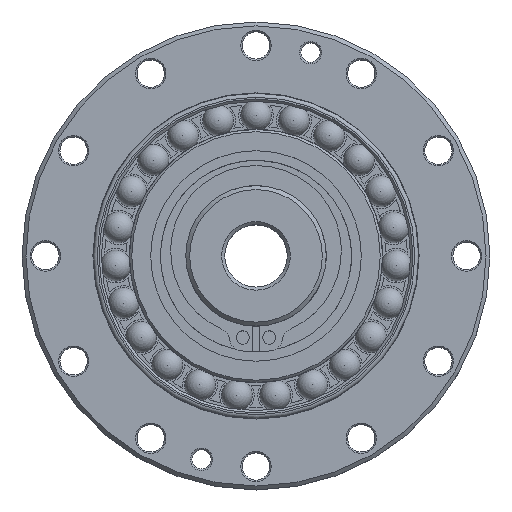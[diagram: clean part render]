
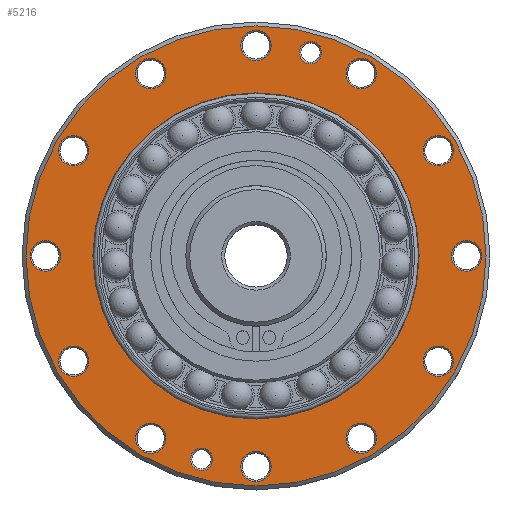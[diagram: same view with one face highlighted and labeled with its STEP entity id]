
A CAD part, top view. The second image highlights one B-rep face of the part: STEP entity #5216.
In plain terms, the highlighted planar face has unit normal (0, 0, 1).
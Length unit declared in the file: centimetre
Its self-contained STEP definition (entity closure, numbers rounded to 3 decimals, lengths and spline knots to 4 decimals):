
#742=PLANE($,#6030);
#899=FACE_BOUND($,#1711,.T.);
#900=FACE_BOUND($,#1712,.T.);
#901=FACE_BOUND($,#1713,.T.);
#902=FACE_BOUND($,#1714,.T.);
#903=FACE_BOUND($,#1715,.T.);
#904=FACE_BOUND($,#1716,.T.);
#905=FACE_BOUND($,#1717,.T.);
#906=FACE_BOUND($,#1718,.T.);
#907=FACE_BOUND($,#1719,.T.);
#908=FACE_BOUND($,#1720,.T.);
#909=FACE_BOUND($,#1721,.T.);
#910=FACE_BOUND($,#1722,.T.);
#911=FACE_BOUND($,#1723,.T.);
#912=FACE_BOUND($,#1724,.T.);
#913=FACE_BOUND($,#1725,.T.);
#914=FACE_BOUND($,#1726,.T.);
#1711=EDGE_LOOP($,(#4729));
#1712=EDGE_LOOP($,(#4730));
#1713=EDGE_LOOP($,(#4731));
#1714=EDGE_LOOP($,(#4732));
#1715=EDGE_LOOP($,(#4733));
#1716=EDGE_LOOP($,(#4734));
#1717=EDGE_LOOP($,(#4735));
#1718=EDGE_LOOP($,(#4736));
#1719=EDGE_LOOP($,(#4737));
#1720=EDGE_LOOP($,(#4738));
#1721=EDGE_LOOP($,(#4739));
#1722=EDGE_LOOP($,(#4740));
#1723=EDGE_LOOP($,(#4741));
#1724=EDGE_LOOP($,(#4742));
#1725=EDGE_LOOP($,(#4743));
#1726=EDGE_LOOP($,(#4744));
#2308=CIRCLE($,#6029,2.0915);
#2309=CIRCLE($,#6031,0.195);
#2310=CIRCLE($,#6032,0.195);
#2311=CIRCLE($,#6033,0.195);
#2312=CIRCLE($,#6034,0.195);
#2313=CIRCLE($,#6035,0.195);
#2314=CIRCLE($,#6036,0.195);
#2315=CIRCLE($,#6037,0.195);
#2316=CIRCLE($,#6038,0.195);
#2317=CIRCLE($,#6039,0.195);
#2318=CIRCLE($,#6040,0.195);
#2319=CIRCLE($,#6041,0.195);
#2320=CIRCLE($,#6042,0.195);
#2321=CIRCLE($,#6043,0.143);
#2322=CIRCLE($,#6044,0.143);
#2323=CIRCLE($,#6045,2.95);
#2758=VERTEX_POINT($,#9693);
#2759=VERTEX_POINT($,#9696);
#2760=VERTEX_POINT($,#9698);
#2761=VERTEX_POINT($,#9700);
#2762=VERTEX_POINT($,#9702);
#2763=VERTEX_POINT($,#9704);
#2764=VERTEX_POINT($,#9706);
#2765=VERTEX_POINT($,#9708);
#2766=VERTEX_POINT($,#9710);
#2767=VERTEX_POINT($,#9712);
#2768=VERTEX_POINT($,#9714);
#2769=VERTEX_POINT($,#9716);
#2770=VERTEX_POINT($,#9718);
#2771=VERTEX_POINT($,#9720);
#2772=VERTEX_POINT($,#9722);
#2773=VERTEX_POINT($,#9724);
#3406=EDGE_CURVE($,#2758,#2758,#2308,.T.);
#3407=EDGE_CURVE($,#2759,#2759,#2309,.T.);
#3408=EDGE_CURVE($,#2760,#2760,#2310,.T.);
#3409=EDGE_CURVE($,#2761,#2761,#2311,.T.);
#3410=EDGE_CURVE($,#2762,#2762,#2312,.T.);
#3411=EDGE_CURVE($,#2763,#2763,#2313,.T.);
#3412=EDGE_CURVE($,#2764,#2764,#2314,.T.);
#3413=EDGE_CURVE($,#2765,#2765,#2315,.T.);
#3414=EDGE_CURVE($,#2766,#2766,#2316,.T.);
#3415=EDGE_CURVE($,#2767,#2767,#2317,.T.);
#3416=EDGE_CURVE($,#2768,#2768,#2318,.T.);
#3417=EDGE_CURVE($,#2769,#2769,#2319,.T.);
#3418=EDGE_CURVE($,#2770,#2770,#2320,.T.);
#3419=EDGE_CURVE($,#2771,#2771,#2321,.T.);
#3420=EDGE_CURVE($,#2772,#2772,#2322,.T.);
#3421=EDGE_CURVE($,#2773,#2773,#2323,.T.);
#4729=ORIENTED_EDGE($,*,*,#3407,.F.);
#4730=ORIENTED_EDGE($,*,*,#3408,.F.);
#4731=ORIENTED_EDGE($,*,*,#3409,.F.);
#4732=ORIENTED_EDGE($,*,*,#3410,.F.);
#4733=ORIENTED_EDGE($,*,*,#3411,.F.);
#4734=ORIENTED_EDGE($,*,*,#3412,.F.);
#4735=ORIENTED_EDGE($,*,*,#3413,.F.);
#4736=ORIENTED_EDGE($,*,*,#3414,.F.);
#4737=ORIENTED_EDGE($,*,*,#3415,.F.);
#4738=ORIENTED_EDGE($,*,*,#3416,.F.);
#4739=ORIENTED_EDGE($,*,*,#3417,.F.);
#4740=ORIENTED_EDGE($,*,*,#3418,.F.);
#4741=ORIENTED_EDGE($,*,*,#3419,.F.);
#4742=ORIENTED_EDGE($,*,*,#3420,.F.);
#4743=ORIENTED_EDGE($,*,*,#3421,.F.);
#4744=ORIENTED_EDGE($,*,*,#3406,.T.);
#5216=ADVANCED_FACE($,(#899,#900,#901,#902,#903,#904,#905,#906,#907,#908,
#909,#910,#911,#912,#913,#914),#742,.T.);
#6029=AXIS2_PLACEMENT_3D($,#9694,#7775,#7776);
#6030=AXIS2_PLACEMENT_3D($,#9695,#7777,#7778);
#6031=AXIS2_PLACEMENT_3D($,#9697,#7779,#7780);
#6032=AXIS2_PLACEMENT_3D($,#9699,#7781,#7782);
#6033=AXIS2_PLACEMENT_3D($,#9701,#7783,#7784);
#6034=AXIS2_PLACEMENT_3D($,#9703,#7785,#7786);
#6035=AXIS2_PLACEMENT_3D($,#9705,#7787,#7788);
#6036=AXIS2_PLACEMENT_3D($,#9707,#7789,#7790);
#6037=AXIS2_PLACEMENT_3D($,#9709,#7791,#7792);
#6038=AXIS2_PLACEMENT_3D($,#9711,#7793,#7794);
#6039=AXIS2_PLACEMENT_3D($,#9713,#7795,#7796);
#6040=AXIS2_PLACEMENT_3D($,#9715,#7797,#7798);
#6041=AXIS2_PLACEMENT_3D($,#9717,#7799,#7800);
#6042=AXIS2_PLACEMENT_3D($,#9719,#7801,#7802);
#6043=AXIS2_PLACEMENT_3D($,#9721,#7803,#7804);
#6044=AXIS2_PLACEMENT_3D($,#9723,#7805,#7806);
#6045=AXIS2_PLACEMENT_3D($,#9725,#7807,#7808);
#7775=DIRECTION('center_axis',(0.,0.,-1.));
#7776=DIRECTION('ref_axis',(1.,0.,0.));
#7777=DIRECTION('center_axis',(0.,0.,1.));
#7778=DIRECTION('ref_axis',(1.,0.,0.));
#7779=DIRECTION('center_axis',(0.,0.,1.));
#7780=DIRECTION('ref_axis',(-1.,0.,0.));
#7781=DIRECTION('center_axis',(0.,0.,1.));
#7782=DIRECTION('ref_axis',(-1.,0.,0.));
#7783=DIRECTION('center_axis',(0.,0.,1.));
#7784=DIRECTION('ref_axis',(-1.,0.,0.));
#7785=DIRECTION('center_axis',(0.,0.,1.));
#7786=DIRECTION('ref_axis',(-1.,0.,0.));
#7787=DIRECTION('center_axis',(0.,0.,1.));
#7788=DIRECTION('ref_axis',(-1.,0.,0.));
#7789=DIRECTION('center_axis',(0.,0.,1.));
#7790=DIRECTION('ref_axis',(-1.,0.,0.));
#7791=DIRECTION('center_axis',(0.,0.,1.));
#7792=DIRECTION('ref_axis',(-1.,0.,0.));
#7793=DIRECTION('center_axis',(0.,0.,1.));
#7794=DIRECTION('ref_axis',(-1.,0.,0.));
#7795=DIRECTION('center_axis',(0.,0.,1.));
#7796=DIRECTION('ref_axis',(-1.,0.,0.));
#7797=DIRECTION('center_axis',(0.,0.,1.));
#7798=DIRECTION('ref_axis',(-1.,0.,0.));
#7799=DIRECTION('center_axis',(0.,0.,1.));
#7800=DIRECTION('ref_axis',(-1.,0.,0.));
#7801=DIRECTION('center_axis',(0.,0.,1.));
#7802=DIRECTION('ref_axis',(-1.,0.,0.));
#7803=DIRECTION('center_axis',(0.,0.,1.));
#7804=DIRECTION('ref_axis',(-1.,0.,0.));
#7805=DIRECTION('center_axis',(0.,0.,1.));
#7806=DIRECTION('ref_axis',(-1.,0.,0.));
#7807=DIRECTION('center_axis',(0.,0.,-1.));
#7808=DIRECTION('ref_axis',(0.,-1.,0.));
#9693=CARTESIAN_POINT('',(0.,-2.0915,0.));
#9694=CARTESIAN_POINT('Origin',(0.,0.,0.));
#9695=CARTESIAN_POINT('Origin',(0.,-2.1194,0.));
#9696=CARTESIAN_POINT('',(-2.505,0.,0.));
#9697=CARTESIAN_POINT('Origin',(-2.7,0.,0.));
#9698=CARTESIAN_POINT('',(-2.1433,1.35,0.));
#9699=CARTESIAN_POINT('Origin',(-2.3383,1.35,0.));
#9700=CARTESIAN_POINT('',(-1.155,2.3383,0.));
#9701=CARTESIAN_POINT('Origin',(-1.35,2.3383,0.));
#9702=CARTESIAN_POINT('',(0.195,2.7,0.));
#9703=CARTESIAN_POINT('Origin',(0.,2.7,0.));
#9704=CARTESIAN_POINT('',(1.545,2.3383,0.));
#9705=CARTESIAN_POINT('Origin',(1.35,2.3383,0.));
#9706=CARTESIAN_POINT('',(2.5333,1.35,0.));
#9707=CARTESIAN_POINT('Origin',(2.3383,1.35,0.));
#9708=CARTESIAN_POINT('',(2.895,0.,0.));
#9709=CARTESIAN_POINT('Origin',(2.7,0.,0.));
#9710=CARTESIAN_POINT('',(2.5333,-1.35,0.));
#9711=CARTESIAN_POINT('Origin',(2.3383,-1.35,0.));
#9712=CARTESIAN_POINT('',(1.545,-2.3383,0.));
#9713=CARTESIAN_POINT('Origin',(1.35,-2.3383,0.));
#9714=CARTESIAN_POINT('',(0.195,-2.7,0.));
#9715=CARTESIAN_POINT('Origin',(0.,-2.7,0.));
#9716=CARTESIAN_POINT('',(-1.155,-2.3383,0.));
#9717=CARTESIAN_POINT('Origin',(-1.35,-2.3383,0.));
#9718=CARTESIAN_POINT('',(-2.1433,-1.35,0.));
#9719=CARTESIAN_POINT('Origin',(-2.3383,-1.35,0.));
#9720=CARTESIAN_POINT('',(-0.5559,-2.608,0.));
#9721=CARTESIAN_POINT('Origin',(-0.6988,-2.608,0.));
#9722=CARTESIAN_POINT('',(0.8418,2.608,0.));
#9723=CARTESIAN_POINT('Origin',(0.6988,2.608,0.));
#9724=CARTESIAN_POINT('',(0.,2.95,0.));
#9725=CARTESIAN_POINT('Origin',(0.,0.,0.));
